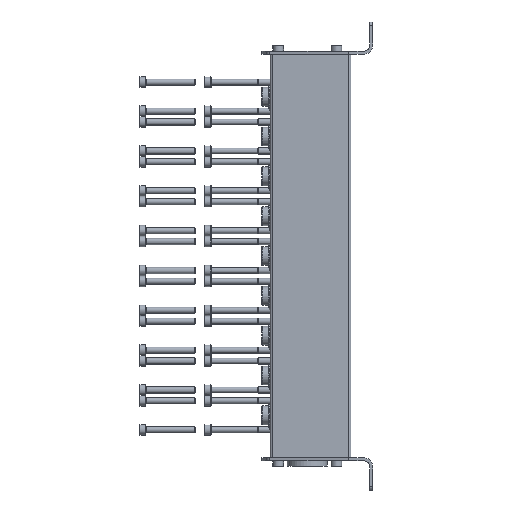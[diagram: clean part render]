
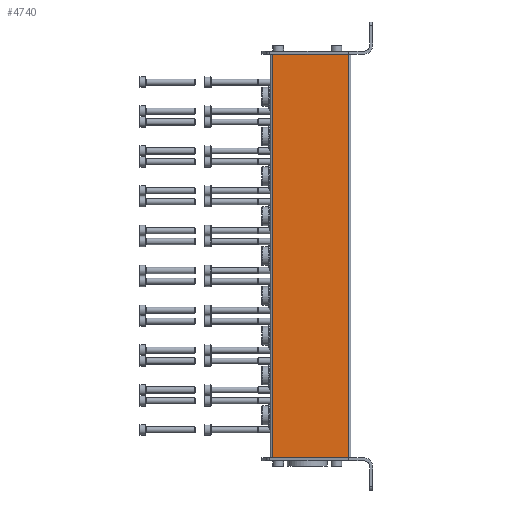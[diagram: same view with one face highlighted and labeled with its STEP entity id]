
A CAD part, left-side view. The second image highlights one B-rep face of the part: STEP entity #4740.
In plain terms, the highlighted planar face has unit normal (-1, 0, 0).
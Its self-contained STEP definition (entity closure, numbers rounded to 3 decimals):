
#386=LINE('',#7654,#624);
#387=LINE('',#7657,#625);
#388=LINE('',#7659,#626);
#389=LINE('',#7661,#627);
#624=VECTOR('',#5851,1000.);
#625=VECTOR('',#5852,1000.);
#626=VECTOR('',#5853,1000.);
#627=VECTOR('',#5854,1000.);
#862=PLANE('',#5151);
#1301=ORIENTED_EDGE('',*,*,#2463,.F.);
#1302=ORIENTED_EDGE('',*,*,#2464,.F.);
#1303=ORIENTED_EDGE('',*,*,#2465,.T.);
#1304=ORIENTED_EDGE('',*,*,#2466,.T.);
#2463=EDGE_CURVE('',#3044,#3045,#386,.T.);
#2464=EDGE_CURVE('',#3046,#3044,#387,.T.);
#2465=EDGE_CURVE('',#3046,#3047,#388,.T.);
#2466=EDGE_CURVE('',#3047,#3045,#389,.T.);
#3044=VERTEX_POINT('',#7655);
#3045=VERTEX_POINT('',#7656);
#3046=VERTEX_POINT('',#7658);
#3047=VERTEX_POINT('',#7660);
#3540=EDGE_LOOP('',(#1301,#1302,#1303,#1304));
#4074=FACE_BOUND('',#3540,.T.);
#4740=ADVANCED_FACE('',(#4074),#862,.T.);
#5151=AXIS2_PLACEMENT_3D('',#7653,#5849,#5850);
#5849=DIRECTION('',(-1.,0.,0.));
#5850=DIRECTION('',(0.,0.,1.));
#5851=DIRECTION('',(0.,-1.,0.));
#5852=DIRECTION('',(0.,0.,1.));
#5853=DIRECTION('',(0.,-1.,0.));
#5854=DIRECTION('',(0.,0.,1.));
#7653=CARTESIAN_POINT('',(-17.,28.,-324.));
#7654=CARTESIAN_POINT('',(-17.,28.,0.));
#7655=CARTESIAN_POINT('',(-17.,28.,0.));
#7656=CARTESIAN_POINT('',(-17.,-33.,0.));
#7657=CARTESIAN_POINT('',(-17.,28.,-324.));
#7658=CARTESIAN_POINT('',(-17.,28.,-324.));
#7659=CARTESIAN_POINT('',(-17.,28.,-324.));
#7660=CARTESIAN_POINT('',(-17.,-33.,-324.));
#7661=CARTESIAN_POINT('',(-17.,-33.,-324.));
